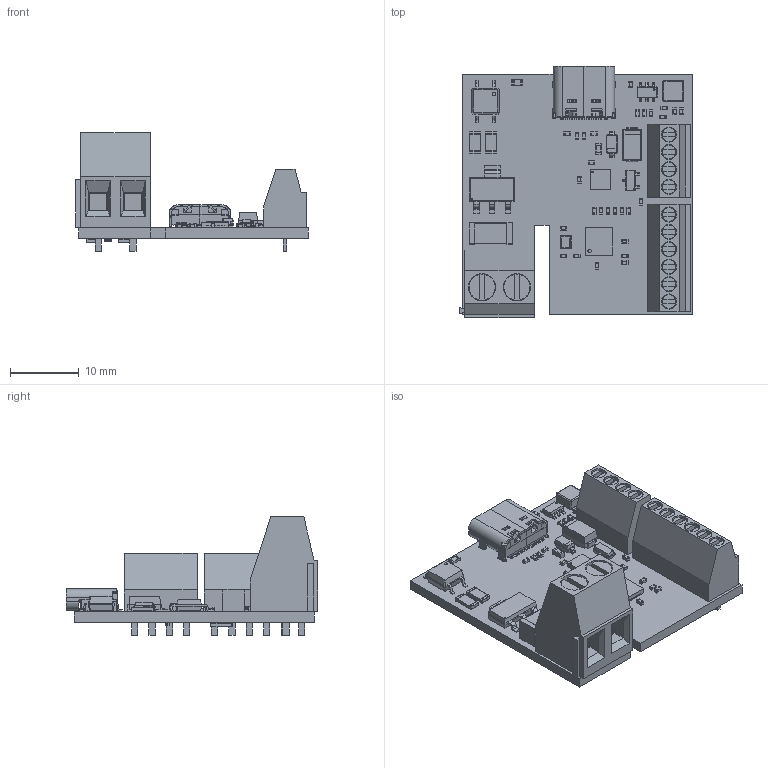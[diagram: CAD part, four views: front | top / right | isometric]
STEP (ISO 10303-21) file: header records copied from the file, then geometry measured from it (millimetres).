
FILE_DESCRIPTION(('KiCad electronic assembly'),'2;1');
FILE_NAME('espcan-1ssr-rev2.step','2026-01-22T13:19:59',('Pcbnew'),( 'Kicad'),'Open CASCADE STEP processor 7.9','KiCad to STEP converter' ,'Unknown');
FILE_SCHEMA(('AUTOMOTIVE_DESIGN { 1 0 10303 214 1 1 1 1 }'));
Length unit declared in the file: millimetre
Products named in the file (24): espcan-1ssr-rev2 1; C_0402_1005Metric; R_0402_1005Metric; WSON-8-1EP_3x3mm_P0.5mm_EP1.6x2.0mm; SOP-4_3.8x4.1mm_P2.54mm; R_1206_3216Metric; TerminalBlock_Phoenix_MPT-0,5-6-2.54_1x06_P2.54mm_Horizontal; SOT-23; TerminalBlock_Phoenix_MKDS-1,5-2-5.08_1x02_P5.08mm_Horizontal; TSOT-23-6; C_0603_1608Metric; L_Sunlord_SWPA3015S; espcan-1ssr-rev2 1.24.1; USB_C_Receptacle_GCT_USB4105-xx-A_16P_TopMnt_Horizontal; QFN-28-1EP_4x4mm_P0.4mm_EP2.4x2.4mm; D_SMA; R_0603_1608Metric; TerminalBlock_Phoenix_MPT-0,5-4-2.54_1x04_P2.54mm_Horizontal; D_SOD-123; Crystal_SMD_2520-4Pin_2.5x2.0mm; SOT-223; Fuse_0402_1005Metric; L_2512_6332Metric; espcan-1ssr_PCB
Assembly tree (52 placements, depth 3):
  espcan-1ssr-rev2 1
    C_0402_1005Metric  x15
    R_0402_1005Metric  x13
    WSON-8-1EP_3x3mm_P0.5mm_EP1.6x2.0mm
    SOP-4_3.8x4.1mm_P2.54mm
    R_1206_3216Metric  x4
    TerminalBlock_Phoenix_MPT-0,5-6-2.54_1x06_P2.54mm_Horizontal
    SOT-23
    TerminalBlock_Phoenix_MKDS-1,5-2-5.08_1x02_P5.08mm_Horizontal
    TSOT-23-6
    C_0603_1608Metric
    L_Sunlord_SWPA3015S
      espcan-1ssr-rev2 1.24.1
    USB_C_Receptacle_GCT_USB4105-xx-A_16P_TopMnt_Horizontal
    QFN-28-1EP_4x4mm_P0.4mm_EP2.4x2.4mm
    D_SMA
    R_0603_1608Metric
    TerminalBlock_Phoenix_MPT-0,5-4-2.54_1x04_P2.54mm_Horizontal
    D_SOD-123
    Crystal_SMD_2520-4Pin_2.5x2.0mm
    SOT-223
    Fuse_0402_1005Metric
    L_2512_6332Metric
    espcan-1ssr_PCB
Bounding box: 33.96 x 36.62 x 17.3 mm (x, y, z)
Volume: 4042.3 mm3; surface area: 7226.4 mm2
Topology: 88 solids, 88 shells, 3001 faces, 7681 edges, 4932 vertices
Faces by surface type: plane 2031, cylinder 660, bspline 298, cone 8, sphere 4
Full cylindrical faces by diameter (mm): 0.25 x1, 0.5 x3, 0.65 x2, 1.2 x10, 1.3 x2, 2 x10, 2.2 x10, 3.8 x2, 4 x2
Entity records: 83070 total; most frequent: CARTESIAN_POINT 13717, ORIENTED_EDGE 11297, DIRECTION 9909, EDGE_CURVE 5649, LINE 4149, VECTOR 4149, VERTEX_POINT 3600, AXIS2_PLACEMENT_3D 2880
